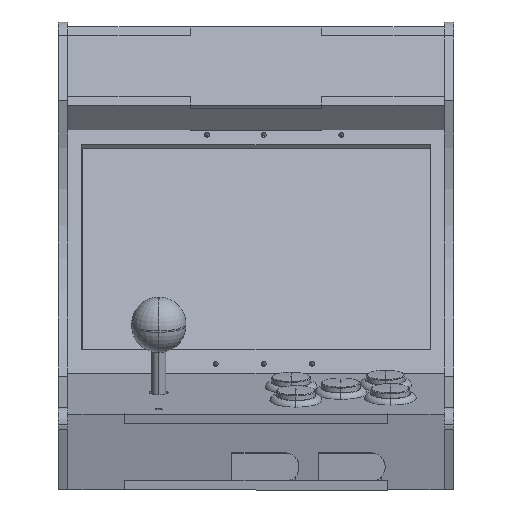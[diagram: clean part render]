
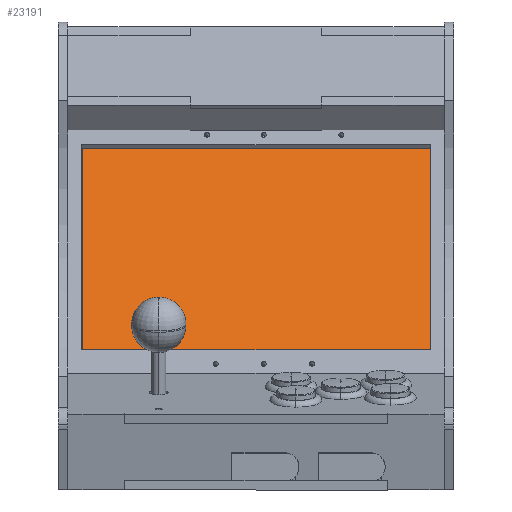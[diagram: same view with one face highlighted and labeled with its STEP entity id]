
A CAD part, top view. The second image highlights one B-rep face of the part: STEP entity #23191.
In plain terms, the highlighted face is planar.
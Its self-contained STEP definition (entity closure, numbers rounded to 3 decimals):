
#1707 = CARTESIAN_POINT ( 'NONE',  ( 0., 0., 4.7 ) ) ;
#2868 = ORIENTED_EDGE ( 'NONE', *, *, #28458, .T. ) ;
#3441 = EDGE_CURVE ( 'NONE', #9853, #13290, #6028, .T. ) ;
#5051 = VERTEX_POINT ( 'NONE', #11109 ) ;
#6028 = LINE ( 'NONE', #25681, #14284 ) ;
#6178 = CARTESIAN_POINT ( 'NONE',  ( 3.6, 6.4, 4.7 ) ) ;
#6811 = PLANE ( 'NONE',  #29196 ) ;
#7018 = EDGE_CURVE ( 'NONE', #13290, #26527, #12552, .T. ) ;
#8005 = EDGE_CURVE ( 'NONE', #5051, #9853, #18313, .T. ) ;
#9677 = CARTESIAN_POINT ( 'NONE',  ( 224.36, 6.4, 4.7 ) ) ;
#9853 = VERTEX_POINT ( 'NONE', #9677 ) ;
#10480 = VECTOR ( 'NONE', #16010, 1000. ) ;
#11109 = CARTESIAN_POINT ( 'NONE',  ( 3.6, 6.4, 4.7 ) ) ;
#11690 = ORIENTED_EDGE ( 'NONE', *, *, #3441, .T. ) ;
#12552 = LINE ( 'NONE', #17628, #29773 ) ;
#13290 = VERTEX_POINT ( 'NONE', #32239 ) ;
#14284 = VECTOR ( 'NONE', #16782, 1000. ) ;
#16010 = DIRECTION ( 'NONE',  ( 1., 0., 0. ) ) ;
#16782 = DIRECTION ( 'NONE',  ( 0., 1., 0. ) ) ;
#16798 = DIRECTION ( 'NONE',  ( 1., 0., 0. ) ) ;
#17628 = CARTESIAN_POINT ( 'NONE',  ( 3.6, 145.4, 4.7 ) ) ;
#17921 = CARTESIAN_POINT ( 'NONE',  ( 3.6, 145.4, 4.7 ) ) ;
#18313 = LINE ( 'NONE', #6178, #10480 ) ;
#20614 = DIRECTION ( 'NONE',  ( 0., -1., 0. ) ) ;
#21237 = FACE_OUTER_BOUND ( 'NONE', #25169, .T. ) ;
#21396 = DIRECTION ( 'NONE',  ( 0., 0., 1. ) ) ;
#22533 = DIRECTION ( 'NONE',  ( -1., 0., 0. ) ) ;
#23191 = ADVANCED_FACE ( 'NONE', ( #21237 ), #6811, .T. ) ;
#23804 = ORIENTED_EDGE ( 'NONE', *, *, #8005, .T. ) ;
#25169 = EDGE_LOOP ( 'NONE', ( #2868, #23804, #11690, #32337 ) ) ;
#25681 = CARTESIAN_POINT ( 'NONE',  ( 224.36, 145.4, 4.7 ) ) ;
#25832 = LINE ( 'NONE', #31072, #27373 ) ;
#26527 = VERTEX_POINT ( 'NONE', #17921 ) ;
#27373 = VECTOR ( 'NONE', #20614, 1000. ) ;
#28458 = EDGE_CURVE ( 'NONE', #26527, #5051, #25832, .T. ) ;
#29196 = AXIS2_PLACEMENT_3D ( 'NONE', #1707, #21396, #16798 ) ;
#29773 = VECTOR ( 'NONE', #22533, 1000. ) ;
#31072 = CARTESIAN_POINT ( 'NONE',  ( 3.6, 145.4, 4.7 ) ) ;
#32239 = CARTESIAN_POINT ( 'NONE',  ( 224.36, 145.4, 4.7 ) ) ;
#32337 = ORIENTED_EDGE ( 'NONE', *, *, #7018, .T. ) ;
